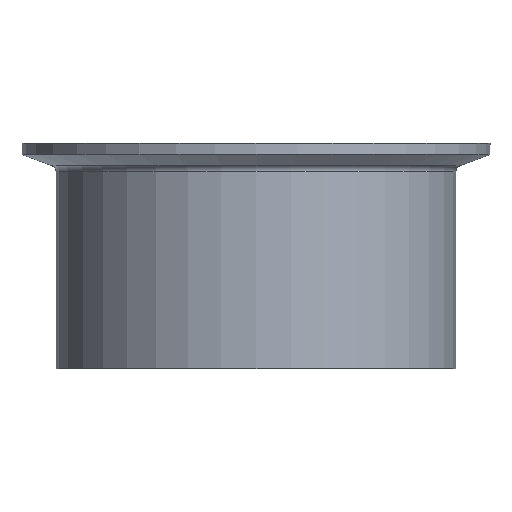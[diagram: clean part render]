
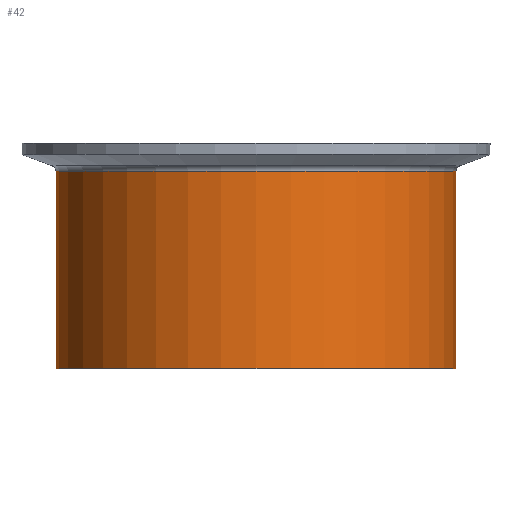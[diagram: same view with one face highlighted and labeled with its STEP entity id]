
A CAD part, top view. The second image highlights one B-rep face of the part: STEP entity #42.
In plain terms, the highlighted cylindrical face has radius 50.8 mm (diameter 101.6 mm), a partial arc.
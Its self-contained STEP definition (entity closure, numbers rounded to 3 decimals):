
#4 = VERTEX_POINT ( 'NONE', #681 ) ;
#42 = ADVANCED_FACE ( 'NONE', ( #699 ), #669, .T. ) ;
#73 = CIRCLE ( 'NONE', #208, 50.8 ) ;
#84 = ORIENTED_EDGE ( 'NONE', *, *, #583, .T. ) ;
#101 = DIRECTION ( 'NONE',  ( 0., 1., 0. ) ) ;
#116 = EDGE_LOOP ( 'NONE', ( #84, #471, #671, #371 ) ) ;
#137 = EDGE_CURVE ( 'NONE', #237, #490, #479, .T. ) ;
#146 = CARTESIAN_POINT ( 'NONE',  ( 23.303, -62.153, 0. ) ) ;
#204 = VECTOR ( 'NONE', #585, 1000. ) ;
#208 = AXIS2_PLACEMENT_3D ( 'NONE', #146, #574, #627 ) ;
#220 = CARTESIAN_POINT ( 'NONE',  ( -27.497, -4.953, 0. ) ) ;
#237 = VERTEX_POINT ( 'NONE', #240 ) ;
#240 = CARTESIAN_POINT ( 'NONE',  ( -27.497, -62.153, 0. ) ) ;
#285 = VECTOR ( 'NONE', #512, 1000. ) ;
#305 = CARTESIAN_POINT ( 'NONE',  ( 74.103, -62.153, 0. ) ) ;
#322 = EDGE_CURVE ( 'NONE', #560, #4, #417, .T. ) ;
#342 = CARTESIAN_POINT ( 'NONE',  ( 74.103, -4.953, 0. ) ) ;
#371 = ORIENTED_EDGE ( 'NONE', *, *, #137, .F. ) ;
#396 = AXIS2_PLACEMENT_3D ( 'NONE', #530, #581, #524 ) ;
#417 = LINE ( 'NONE', #342, #285 ) ;
#471 = ORIENTED_EDGE ( 'NONE', *, *, #322, .T. ) ;
#474 = CARTESIAN_POINT ( 'NONE',  ( 23.303, -4.953, 0. ) ) ;
#479 = LINE ( 'NONE', #220, #204 ) ;
#490 = VERTEX_POINT ( 'NONE', #514 ) ;
#492 = EDGE_CURVE ( 'NONE', #490, #4, #504, .T. ) ;
#504 = CIRCLE ( 'NONE', #396, 50.8 ) ;
#512 = DIRECTION ( 'NONE',  ( 0., 1., 0. ) ) ;
#514 = CARTESIAN_POINT ( 'NONE',  ( -27.497, -12.075, 0. ) ) ;
#524 = DIRECTION ( 'NONE',  ( -1., 0., 0. ) ) ;
#530 = CARTESIAN_POINT ( 'NONE',  ( 23.303, -12.075, 0. ) ) ;
#553 = AXIS2_PLACEMENT_3D ( 'NONE', #474, #101, #582 ) ;
#560 = VERTEX_POINT ( 'NONE', #305 ) ;
#574 = DIRECTION ( 'NONE',  ( 0., 1., 0. ) ) ;
#581 = DIRECTION ( 'NONE',  ( 0., 1., 0. ) ) ;
#582 = DIRECTION ( 'NONE',  ( -1., 0., 0. ) ) ;
#583 = EDGE_CURVE ( 'NONE', #237, #560, #73, .T. ) ;
#585 = DIRECTION ( 'NONE',  ( 0., 1., 0. ) ) ;
#627 = DIRECTION ( 'NONE',  ( -1., 0., 0. ) ) ;
#669 = CYLINDRICAL_SURFACE ( 'NONE', #553, 50.8 ) ;
#671 = ORIENTED_EDGE ( 'NONE', *, *, #492, .F. ) ;
#681 = CARTESIAN_POINT ( 'NONE',  ( 74.103, -12.075, 0. ) ) ;
#699 = FACE_OUTER_BOUND ( 'NONE', #116, .T. ) ;
